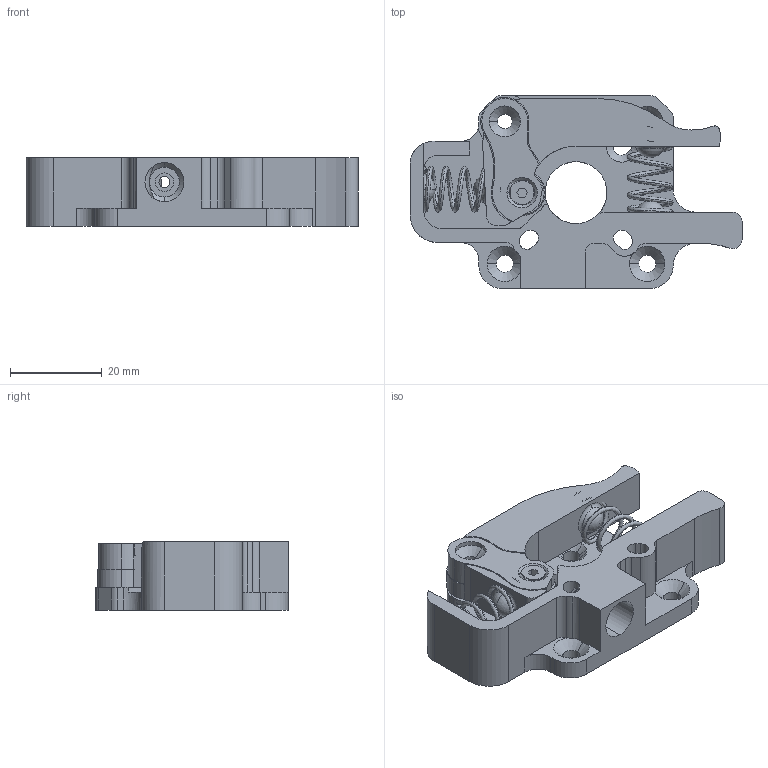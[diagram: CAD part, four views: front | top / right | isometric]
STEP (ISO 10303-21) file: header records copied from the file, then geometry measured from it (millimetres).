
FILE_DESCRIPTION (( 'STEP AP214' ), '1' );
FILE_NAME ('Multi spring loaded V3.STEP', '2015-05-21T11:45:13', ( '' ), ( '' ), 'SwSTEP 2.0', 'SolidWorks 2011', '' );
FILE_SCHEMA (( 'AUTOMOTIVE_DESIGN' ));
Length unit declared in the file: millimetre
Products named in the file (7): M3x10 Socket Flat screw_Default; 10x15x1 spring_Default; 623zz ball bearing_Default; spring loaded3v3; Multi spring loaded V3 REP; Multi spring loaded V3 base  ; Multi spring loaded V3
Assembly tree (7 placements, depth 2):
  Multi spring loaded V3
    Multi spring loaded V3 REP
    10x15x1 spring_Default  x2
    623zz ball bearing_Default
    M3x10 Socket Flat screw_Default
    spring loaded3v3
    Multi spring loaded V3 base  
Bounding box: 72.3 x 42 x 15 mm (x, y, z)
Volume: 18811.2 mm3; surface area: 13789.7 mm2
Topology: 7 solids, 9 shells, 291 faces, 750 edges, 485 vertices
Faces by surface type: cylinder 121, plane 103, cone 37, torus 18, sphere 6, bspline 6
Entity records: 12369 total; most frequent: CARTESIAN_POINT 4753, DIRECTION 1643, ORIENTED_EDGE 1478, EDGE_CURVE 739, AXIS2_PLACEMENT_3D 644, VERTEX_POINT 478, LINE 355, VECTOR 355
